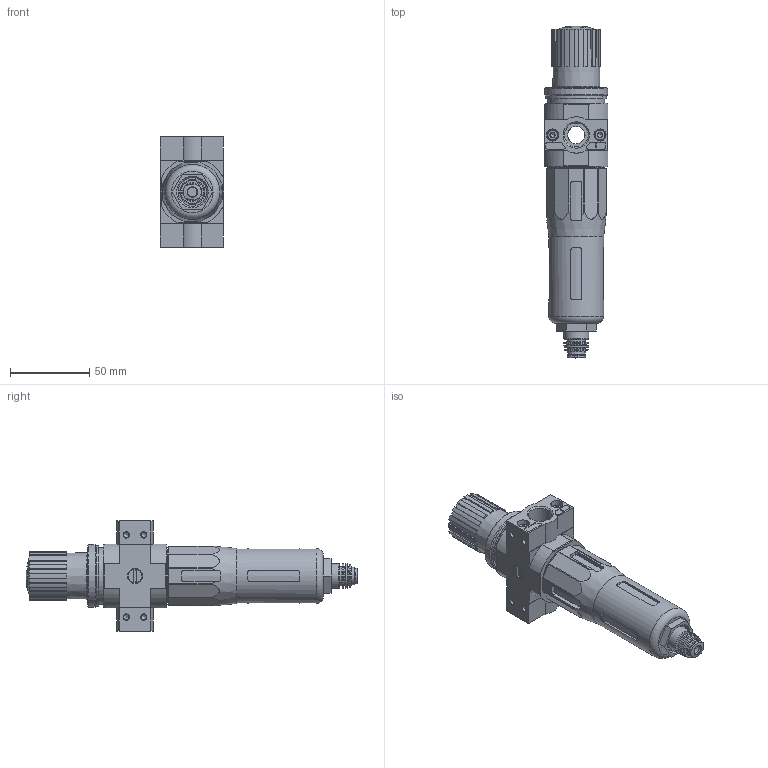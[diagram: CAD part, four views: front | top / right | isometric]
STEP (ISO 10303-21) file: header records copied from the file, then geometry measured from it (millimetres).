
FILE_DESCRIPTION(/* description */ ('STEP AP214'),/* implementation_level */ '2;1');
FILE_NAME(/* name */ '192622_LFR-3_8-D-5M-O-MINI-A',/* time_stamp */ '2024-09-04T16:14:59+02:00',/* author */ ('License CC BY-ND 4.0'),/* organization */ ('CADENAS'),/* preprocessor_version */ 'ST-DEVELOPER v19.3',/* originating_system */ 'PARTsolutions',/* authorisation */ ' ');
FILE_SCHEMA (('AUTOMOTIVE_DESIGN {1 0 10303 214 3 1 1}'));
Length unit declared in the file: millimetre
Products named in the file (8): 192622 LFR-3/8-D-5M-O-MINI-A---(0); 127304 LFR-D-5M-MINI-A--(0); 380295 PBL-3/8-D-MINI-R---(0) p1; DIN-912 - M4x16(F); 380293 PBL-3/8-D-MINI-L---(1) p1; 398011 LRVS-D-MINI; 373845 LR-MINI; 526489 MS4-LFR-V
Assembly tree (11 placements, depth 2):
  192622 LFR-3/8-D-5M-O-MINI-A---(0)
    127304 LFR-D-5M-MINI-A--(0)
    380295 PBL-3/8-D-MINI-R---(0) p1
    DIN-912 - M4x16(F)  x4
    380293 PBL-3/8-D-MINI-L---(1) p1
    398011 LRVS-D-MINI
    373845 LR-MINI  x2
    526489 MS4-LFR-V
Bounding box: 40.4 x 210.02 x 70 mm (x, y, z)
Volume: 212161.2 mm3; surface area: 46262 mm2
Topology: 11 solids, 11 shells, 595 faces, 1423 edges, 901 vertices
Faces by surface type: plane 313, cylinder 157, cone 97, torus 23, sphere 5
Full cylindrical faces by diameter (mm): 3.242 x8, 4 x4, 4.3 x2, 6 x1, 6.9 x2, 7 x4, 8.2 x2, 8.566 x2, 9.728 x2, 11 x3, 11.4 x2, 11.6 x1, 11.8 x1, 12.2 x2, 14.95 x2, 15.7 x1, 15.8 x2, 18 x1, 24.9 x1, 26.9 x1, 33.9 x1, 34.376 x1, 34.7 x1, 36 x2, 38.5 x1, 39.8 x1
Entity records: 16996 total; most frequent: CARTESIAN_POINT 3003, DIRECTION 2430, ORIENTED_EDGE 2214, EDGE_CURVE 1107, AXIS2_PLACEMENT_3D 961, VERTEX_POINT 792, FACE_BOUND 683, EDGE_LOOP 674
